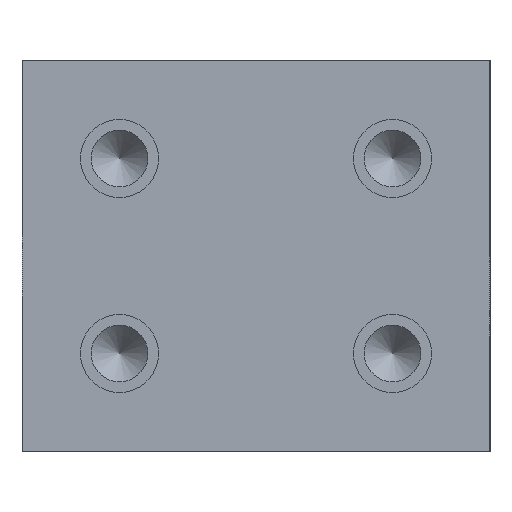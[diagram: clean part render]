
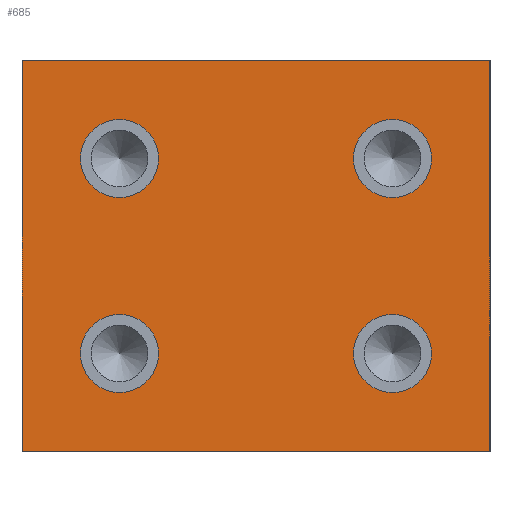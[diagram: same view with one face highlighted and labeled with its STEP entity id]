
A CAD part, left-side view. The second image highlights one B-rep face of the part: STEP entity #685.
In plain terms, the highlighted planar face has unit normal (-1, 0, 0).
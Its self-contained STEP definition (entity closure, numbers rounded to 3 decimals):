
#33=FACE_BOUND('',#127,.T.);
#34=FACE_BOUND('',#128,.T.);
#35=FACE_BOUND('',#129,.T.);
#36=FACE_BOUND('',#130,.T.);
#49=PLANE('',#758);
#76=FACE_OUTER_BOUND('',#126,.T.);
#126=EDGE_LOOP('',(#541,#542,#543,#544));
#127=EDGE_LOOP('',(#545));
#128=EDGE_LOOP('',(#546));
#129=EDGE_LOOP('',(#547));
#130=EDGE_LOOP('',(#548));
#194=LINE('',#1374,#238);
#195=LINE('',#1376,#239);
#196=LINE('',#1378,#240);
#197=LINE('',#1379,#241);
#238=VECTOR('',#885,10.);
#239=VECTOR('',#886,10.);
#240=VECTOR('',#887,10.);
#241=VECTOR('',#888,10.);
#270=CIRCLE('',#730,2.541);
#274=CIRCLE('',#737,2.541);
#278=CIRCLE('',#744,2.541);
#282=CIRCLE('',#751,2.541);
#307=VERTEX_POINT('',#1050);
#317=VERTEX_POINT('',#1147);
#325=VERTEX_POINT('',#1237);
#331=VERTEX_POINT('',#1320);
#338=VERTEX_POINT('',#1372);
#339=VERTEX_POINT('',#1373);
#340=VERTEX_POINT('',#1375);
#341=VERTEX_POINT('',#1377);
#377=EDGE_CURVE('',#307,#307,#270,.T.);
#391=EDGE_CURVE('',#317,#317,#274,.T.);
#402=EDGE_CURVE('',#325,#325,#278,.T.);
#410=EDGE_CURVE('',#331,#331,#282,.T.);
#418=EDGE_CURVE('',#338,#339,#194,.T.);
#419=EDGE_CURVE('',#339,#340,#195,.T.);
#420=EDGE_CURVE('',#340,#341,#196,.T.);
#421=EDGE_CURVE('',#341,#338,#197,.T.);
#541=ORIENTED_EDGE('',*,*,#418,.T.);
#542=ORIENTED_EDGE('',*,*,#419,.T.);
#543=ORIENTED_EDGE('',*,*,#420,.T.);
#544=ORIENTED_EDGE('',*,*,#421,.T.);
#545=ORIENTED_EDGE('',*,*,#377,.T.);
#546=ORIENTED_EDGE('',*,*,#391,.T.);
#547=ORIENTED_EDGE('',*,*,#402,.T.);
#548=ORIENTED_EDGE('',*,*,#410,.T.);
#685=ADVANCED_FACE('',(#76,#33,#34,#35,#36),#49,.F.);
#730=AXIS2_PLACEMENT_3D('',#1051,#815,#816);
#737=AXIS2_PLACEMENT_3D('',#1148,#833,#834);
#744=AXIS2_PLACEMENT_3D('',#1238,#850,#851);
#751=AXIS2_PLACEMENT_3D('',#1321,#866,#867);
#758=AXIS2_PLACEMENT_3D('',#1371,#883,#884);
#815=DIRECTION('center_axis',(1.,0.,0.));
#816=DIRECTION('ref_axis',(0.,0.,1.));
#833=DIRECTION('center_axis',(1.,0.,0.));
#834=DIRECTION('ref_axis',(0.,0.,1.));
#850=DIRECTION('center_axis',(1.,0.,0.));
#851=DIRECTION('ref_axis',(0.,0.,1.));
#866=DIRECTION('center_axis',(1.,0.,0.));
#867=DIRECTION('ref_axis',(0.,0.,1.));
#883=DIRECTION('center_axis',(1.,0.,0.));
#884=DIRECTION('ref_axis',(0.,0.,-1.));
#885=DIRECTION('',(0.,-1.,0.));
#886=DIRECTION('',(0.,0.,1.));
#887=DIRECTION('',(0.,1.,0.));
#888=DIRECTION('',(0.,0.,-1.));
#1050=CARTESIAN_POINT('',(4.75,60.325,288.289));
#1051=CARTESIAN_POINT('Origin',(4.75,60.325,290.83));
#1147=CARTESIAN_POINT('',(4.75,42.545,288.289));
#1148=CARTESIAN_POINT('Origin',(4.75,42.545,290.83));
#1237=CARTESIAN_POINT('',(4.75,60.325,275.589));
#1238=CARTESIAN_POINT('Origin',(4.75,60.325,278.13));
#1320=CARTESIAN_POINT('',(4.75,42.545,275.589));
#1321=CARTESIAN_POINT('Origin',(4.75,42.545,278.13));
#1371=CARTESIAN_POINT('Origin',(4.75,50.8,259.08));
#1372=CARTESIAN_POINT('',(4.75,66.675,271.78));
#1373=CARTESIAN_POINT('',(4.75,36.195,271.78));
#1374=CARTESIAN_POINT('',(4.75,26.022,271.78));
#1375=CARTESIAN_POINT('',(4.75,36.195,297.18));
#1376=CARTESIAN_POINT('',(4.75,36.195,218.44));
#1377=CARTESIAN_POINT('',(4.75,66.675,297.18));
#1378=CARTESIAN_POINT('',(4.75,33.642,297.18));
#1379=CARTESIAN_POINT('',(4.75,66.675,205.74));
